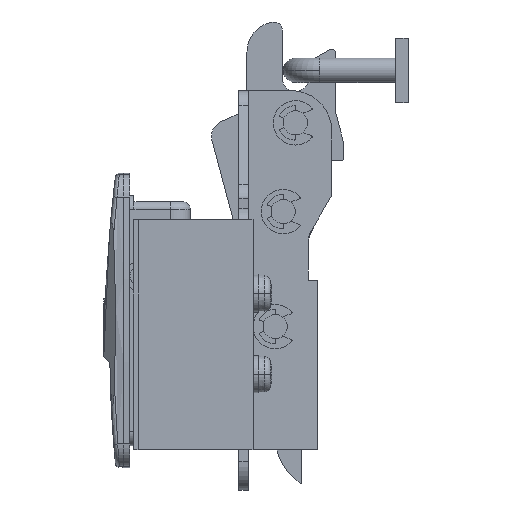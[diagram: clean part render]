
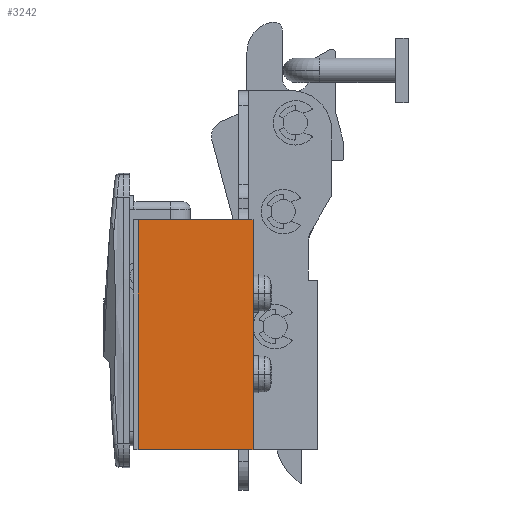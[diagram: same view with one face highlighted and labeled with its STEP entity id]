
A CAD part, left-side view. The second image highlights one B-rep face of the part: STEP entity #3242.
In plain terms, the highlighted face is planar.
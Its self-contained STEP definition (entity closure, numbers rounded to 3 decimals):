
#2680 = VERTEX_POINT ( 'NONE', #9254 ) ;
#2681 = VERTEX_POINT ( 'NONE', #9255 ) ;
#2682 = VERTEX_POINT ( 'NONE', #9256 ) ;
#2683 = VERTEX_POINT ( 'NONE', #9257 ) ;
#3242 = ADVANCED_FACE ( 'NONE', ( #10726 ), #9773, .F. ) ;
#3306 = EDGE_CURVE ( 'NONE', #2681, #2680, #9957, .T. ) ;
#3310 = EDGE_CURVE ( 'NONE', #2683, #2682, #9966, .T. ) ;
#3311 = EDGE_CURVE ( 'NONE', #2680, #2682, #9969, .T. ) ;
#3312 = EDGE_CURVE ( 'NONE', #2681, #2683, #9972, .T. ) ;
#3773 = EDGE_LOOP ( 'NONE', ( #3852, #3854, #3853, #3855 ) ) ;
#3852 = ORIENTED_EDGE ( 'NONE', *, *, #3311, .T. ) ;
#3853 = ORIENTED_EDGE ( 'NONE', *, *, #3312, .F. ) ;
#3854 = ORIENTED_EDGE ( 'NONE', *, *, #3310, .F. ) ;
#3855 = ORIENTED_EDGE ( 'NONE', *, *, #3306, .T. ) ;
#9254 = CARTESIAN_POINT ( 'NONE',  ( 1.2, -29.7, -28.5 ) ) ;
#9255 = CARTESIAN_POINT ( 'NONE',  ( 1.2, -29.7, 28.5 ) ) ;
#9256 = CARTESIAN_POINT ( 'NONE',  ( 1.2, -1.2, -28.5 ) ) ;
#9257 = CARTESIAN_POINT ( 'NONE',  ( 1.2, -1.2, 28.5 ) ) ;
#9773 = PLANE ( 'NONE',  #10725 ) ;
#9774 = CARTESIAN_POINT ( 'NONE',  ( 1.2, -1.2, 28.5 ) ) ;
#9775 = DIRECTION ( 'NONE',  ( -1., 0., 0. ) ) ;
#9776 = DIRECTION ( 'NONE',  ( 0., -1., 0. ) ) ;
#9957 = LINE ( 'NONE', #9958, #10830 ) ;
#9958 = CARTESIAN_POINT ( 'NONE',  ( 1.2, -29.7, 28.5 ) ) ;
#9959 = DIRECTION ( 'NONE',  ( 0., 0., -1. ) ) ;
#9966 = LINE ( 'NONE', #9967, #10833 ) ;
#9967 = CARTESIAN_POINT ( 'NONE',  ( 1.2, -1.2, 28.5 ) ) ;
#9968 = DIRECTION ( 'NONE',  ( 0., 0., -1. ) ) ;
#9969 = LINE ( 'NONE', #9970, #10834 ) ;
#9970 = CARTESIAN_POINT ( 'NONE',  ( 1.2, -1.2, -28.5 ) ) ;
#9971 = DIRECTION ( 'NONE',  ( 0., 1., 0. ) ) ;
#9972 = LINE ( 'NONE', #9973, #10835 ) ;
#9973 = CARTESIAN_POINT ( 'NONE',  ( 1.2, -1.2, 28.5 ) ) ;
#9974 = DIRECTION ( 'NONE',  ( 0., 1., 0. ) ) ;
#10725 = AXIS2_PLACEMENT_3D ( 'NONE', #9774, #9775, #9776 ) ;
#10726 = FACE_OUTER_BOUND ( 'NONE', #3773, .T. ) ;
#10830 = VECTOR ( 'NONE', #9959, 1000. ) ;
#10833 = VECTOR ( 'NONE', #9968, 1000. ) ;
#10834 = VECTOR ( 'NONE', #9971, 1000. ) ;
#10835 = VECTOR ( 'NONE', #9974, 1000. ) ;
